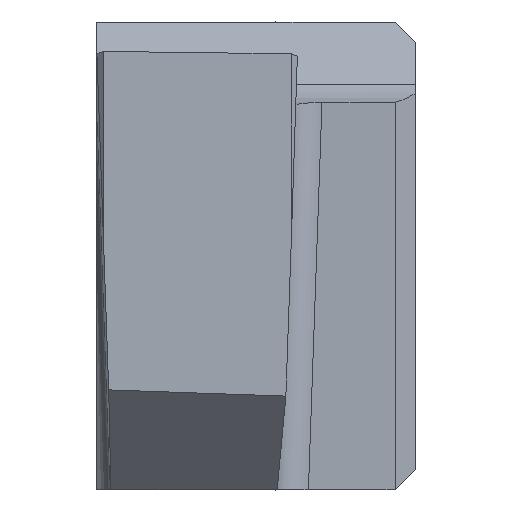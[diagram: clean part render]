
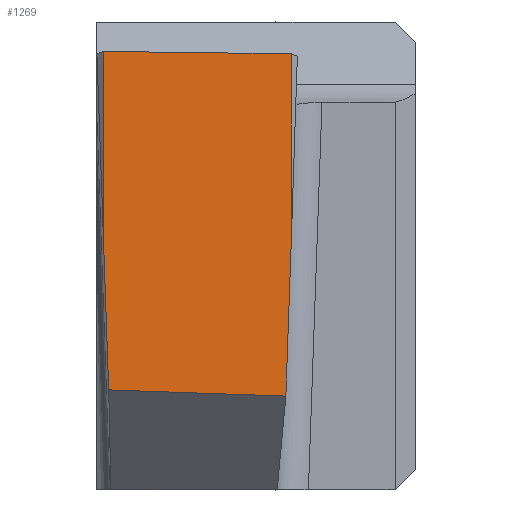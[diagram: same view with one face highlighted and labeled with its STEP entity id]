
A CAD part, front view. The second image highlights one B-rep face of the part: STEP entity #1269.
In plain terms, the highlighted planar face has unit normal (0.035, -0.999, 0).
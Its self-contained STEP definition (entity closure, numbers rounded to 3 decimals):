
#493=DIRECTION('',(0.999,0.035,-0.035));
#494=VECTOR('',#493,2.653);
#495=CARTESIAN_POINT('',(0.177,-5.897,
-2.003));
#496=LINE('',#495,#494);
#500=DIRECTION('',(-0.035,-0.001,0.999));
#501=VECTOR('',#500,2.202);
#502=CARTESIAN_POINT('',(0.177,-5.897,
-2.003));
#503=LINE('',#502,#501);
#507=DIRECTION('',(0.,0.,1.));
#508=VECTOR('',#507,2.862);
#509=CARTESIAN_POINT('',(0.1,-5.9,0.198));
#510=LINE('',#509,#508);
#514=DIRECTION('',(0.999,0.035,-0.013));
#515=VECTOR('',#514,2.807);
#516=CARTESIAN_POINT('',(0.1,-5.9,3.06));
#517=LINE('',#516,#515);
#521=DIRECTION('',(-0.035,-0.001,-0.999));
#522=VECTOR('',#521,2.256);
#523=CARTESIAN_POINT('',(2.905,-5.802,0.159));
#524=LINE('',#523,#522);
#585=DIRECTION('',(0.,0.,1.));
#586=VECTOR('',#585,2.865);
#587=CARTESIAN_POINT('',(2.905,-5.802,0.159));
#588=LINE('',#587,#586);
#925=CARTESIAN_POINT('',(0.177,-5.897,
-2.003));
#926=VERTEX_POINT('',#925);
#929=CARTESIAN_POINT('',(0.1,-5.9,0.198));
#930=VERTEX_POINT('',#929);
#931=CARTESIAN_POINT('',(2.827,-5.805,-2.095));
#932=VERTEX_POINT('',#931);
#933=CARTESIAN_POINT('',(0.1,-5.9,3.06));
#934=VERTEX_POINT('',#933);
#935=CARTESIAN_POINT('',(2.905,-5.802,3.024));
#936=VERTEX_POINT('',#935);
#937=CARTESIAN_POINT('',(2.905,-5.802,0.159));
#938=VERTEX_POINT('',#937);
#1252=CARTESIAN_POINT('',(2.905,-5.802,4.2));
#1253=DIRECTION('',(-0.035,0.999,0.));
#1254=DIRECTION('',(-0.999,-0.035,0.));
#1255=AXIS2_PLACEMENT_3D('',#1252,#1253,#1254);
#1256=PLANE('',#1255);
#1257=ORIENTED_EDGE('',*,*,#1233,.T.);
#1259=ORIENTED_EDGE('',*,*,#1258,.T.);
#1261=ORIENTED_EDGE('',*,*,#1260,.T.);
#1263=ORIENTED_EDGE('',*,*,#1262,.F.);
#1265=ORIENTED_EDGE('',*,*,#1264,.T.);
#1266=ORIENTED_EDGE('',*,*,#1244,.F.);
#1267=EDGE_LOOP('',(#1257,#1259,#1261,#1263,#1265,#1266));
#1268=FACE_OUTER_BOUND('',#1267,.F.);
#1233=EDGE_CURVE('',#926,#930,#503,.T.);
#1244=EDGE_CURVE('',#926,#932,#496,.T.);
#1258=EDGE_CURVE('',#930,#934,#510,.T.);
#1260=EDGE_CURVE('',#934,#936,#517,.T.);
#1262=EDGE_CURVE('',#938,#936,#588,.T.);
#1264=EDGE_CURVE('',#938,#932,#524,.T.);
#1269=ADVANCED_FACE('',(#1268),#1256,.F.);
